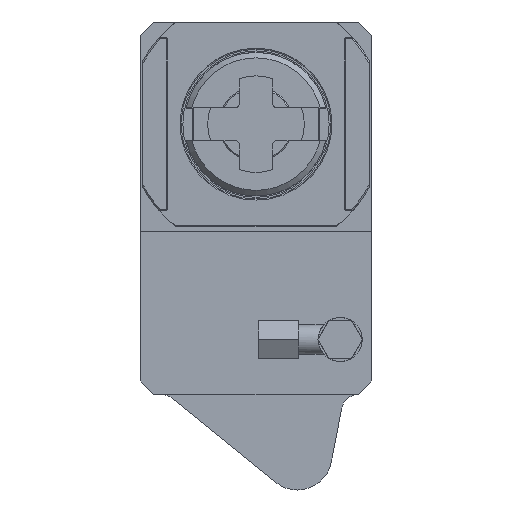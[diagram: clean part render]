
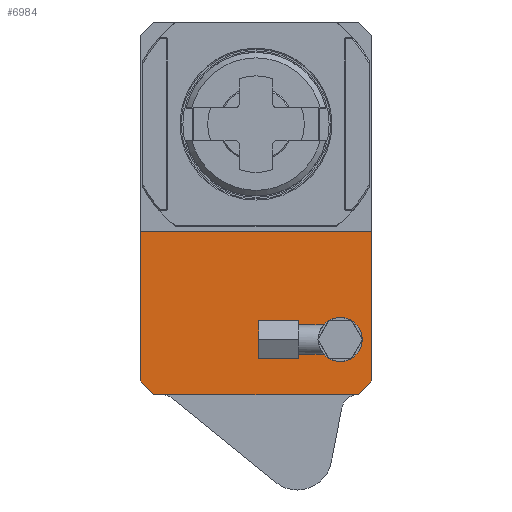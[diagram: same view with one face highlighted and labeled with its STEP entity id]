
A CAD part, left-side view. The second image highlights one B-rep face of the part: STEP entity #6984.
In plain terms, the highlighted planar face has unit normal (-1, 0, 0).
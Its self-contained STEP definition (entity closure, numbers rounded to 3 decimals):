
#1256=DIRECTION('',(0.,0.707,0.707));
#1257=VECTOR('',#1256,7.071);
#1258=CARTESIAN_POINT('',(-55.5,37.,-48.));
#1259=LINE('',#1258,#1257);
#1264=DIRECTION('',(0.,-1.,0.));
#1265=VECTOR('',#1264,84.);
#1266=CARTESIAN_POINT('',(-55.5,42.,11.));
#1267=LINE('',#1266,#1265);
#1268=CARTESIAN_POINT('',(-55.5,-30.5,-28.));
#1269=DIRECTION('',(-1.,0.,0.));
#1270=DIRECTION('',(0.,0.,1.));
#1271=AXIS2_PLACEMENT_3D('',#1268,#1269,#1270);
#1273=CARTESIAN_POINT('',(-55.5,-30.5,-28.));
#1274=DIRECTION('',(-1.,0.,0.));
#1275=DIRECTION('',(0.,0.,-1.));
#1276=AXIS2_PLACEMENT_3D('',#1273,#1274,#1275);
#1278=DIRECTION('',(0.,1.,0.));
#1279=VECTOR('',#1278,74.);
#1280=CARTESIAN_POINT('',(-55.5,-37.,-48.));
#1281=LINE('',#1280,#1279);
#1286=DIRECTION('',(0.,0.707,-0.707));
#1287=VECTOR('',#1286,7.071);
#1288=CARTESIAN_POINT('',(-55.5,-42.,-43.));
#1289=LINE('',#1288,#1287);
#1302=DIRECTION('',(0.,0.,1.));
#1303=VECTOR('',#1302,54.);
#1304=CARTESIAN_POINT('',(-55.5,-42.,-43.));
#1305=LINE('',#1304,#1303);
#1438=DIRECTION('',(0.,0.,1.));
#1439=VECTOR('',#1438,54.);
#1440=CARTESIAN_POINT('',(-55.5,42.,-43.));
#1441=LINE('',#1440,#1439);
#4701=CARTESIAN_POINT('',(-55.5,-37.,-48.));
#4702=CARTESIAN_POINT('',(-55.5,37.,-48.));
#4703=VERTEX_POINT('',#4701);
#4704=VERTEX_POINT('',#4702);
#4705=CARTESIAN_POINT('',(-55.5,-42.,11.));
#4706=VERTEX_POINT('',#4705);
#4707=CARTESIAN_POINT('',(-55.5,-42.,-43.));
#4708=VERTEX_POINT('',#4707);
#4709=CARTESIAN_POINT('',(-55.5,42.,-43.));
#4710=VERTEX_POINT('',#4709);
#4711=CARTESIAN_POINT('',(-55.5,42.,11.));
#4712=VERTEX_POINT('',#4711);
#5191=CARTESIAN_POINT('',(-55.5,-30.5,-21.05));
#5192=CARTESIAN_POINT('',(-55.5,-30.5,-34.95));
#5193=VERTEX_POINT('',#5191);
#5194=VERTEX_POINT('',#5192);
#6960=CARTESIAN_POINT('',(-55.5,42.,11.));
#6961=DIRECTION('',(1.,0.,0.));
#6962=DIRECTION('',(0.,0.,-1.));
#6963=AXIS2_PLACEMENT_3D('',#6960,#6961,#6962);
#6964=PLANE('',#6963);
#6966=ORIENTED_EDGE('',*,*,#6965,.T.);
#6967=ORIENTED_EDGE('',*,*,#6950,.T.);
#6969=ORIENTED_EDGE('',*,*,#6968,.T.);
#6971=ORIENTED_EDGE('',*,*,#6970,.T.);
#6973=ORIENTED_EDGE('',*,*,#6972,.F.);
#6975=ORIENTED_EDGE('',*,*,#6974,.T.);
#6976=EDGE_LOOP('',(#6966,#6967,#6969,#6971,#6973,#6975));
#6977=FACE_OUTER_BOUND('',#6976,.F.);
#6979=ORIENTED_EDGE('',*,*,#6978,.T.);
#6981=ORIENTED_EDGE('',*,*,#6980,.T.);
#6982=EDGE_LOOP('',(#6979,#6981));
#6983=FACE_BOUND('',#6982,.F.);
#6984=ADVANCED_FACE('',(#6977,#6983),#6964,.F.);
#1272=CIRCLE('',#1271,6.95);
#1277=CIRCLE('',#1276,6.95);
#6950=EDGE_CURVE('',#4704,#4710,#1259,.T.);
#6965=EDGE_CURVE('',#4703,#4704,#1281,.T.);
#6968=EDGE_CURVE('',#4710,#4712,#1441,.T.);
#6970=EDGE_CURVE('',#4712,#4706,#1267,.T.);
#6972=EDGE_CURVE('',#4708,#4706,#1305,.T.);
#6974=EDGE_CURVE('',#4708,#4703,#1289,.T.);
#6978=EDGE_CURVE('',#5193,#5194,#1272,.T.);
#6980=EDGE_CURVE('',#5194,#5193,#1277,.T.);
